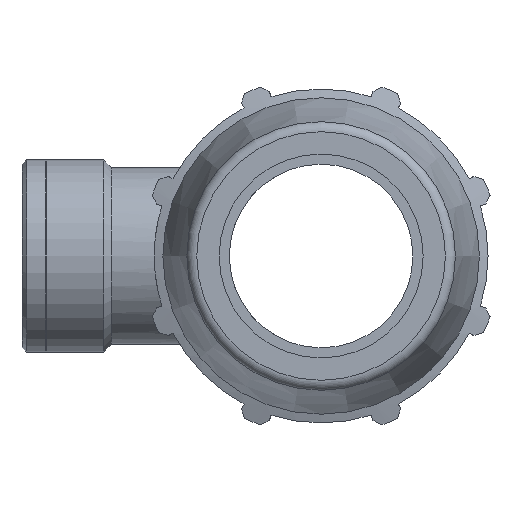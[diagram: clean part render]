
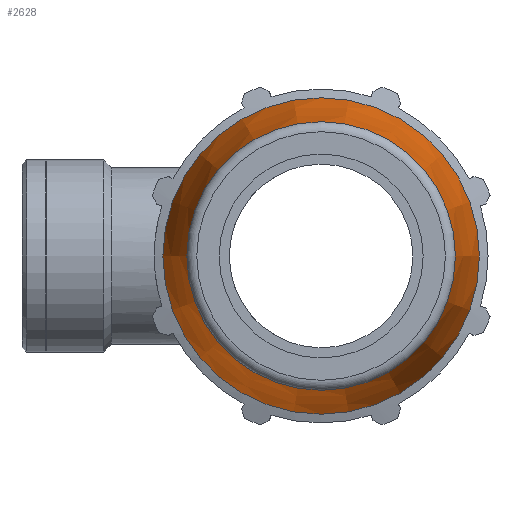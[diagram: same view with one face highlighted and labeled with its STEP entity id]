
A CAD part, left-side view. The second image highlights one B-rep face of the part: STEP entity #2628.
In plain terms, the highlighted conical face has half-angle 12 degrees and reference radius 53.469 mm.
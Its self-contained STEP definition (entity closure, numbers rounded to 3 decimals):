
#558=CONICAL_SURFACE('',#2842,53.469,12.);
#590=FACE_BOUND('',#863,.T.);
#692=FACE_OUTER_BOUND('',#862,.T.);
#862=EDGE_LOOP('',(#2114));
#863=EDGE_LOOP('',(#2115));
#1032=CIRCLE('',#2797,58.188);
#1038=CIRCLE('',#2840,49.381);
#1227=VERTEX_POINT('',#4184);
#1233=VERTEX_POINT('',#4256);
#1528=EDGE_CURVE('',#1227,#1227,#1032,.T.);
#1557=EDGE_CURVE('',#1233,#1233,#1038,.T.);
#2114=ORIENTED_EDGE('',*,*,#1528,.F.);
#2115=ORIENTED_EDGE('',*,*,#1557,.T.);
#2628=ADVANCED_FACE('',(#692,#590),#558,.T.);
#2797=AXIS2_PLACEMENT_3D('',#4185,#3229,#3230);
#2840=AXIS2_PLACEMENT_3D('',#4257,#3338,#3339);
#2842=AXIS2_PLACEMENT_3D('',#4260,#3342,#3343);
#3229=DIRECTION('center_axis',(1.,0.,0.));
#3230=DIRECTION('ref_axis',(0.,0.,-1.));
#3338=DIRECTION('center_axis',(1.,0.,0.));
#3339=DIRECTION('ref_axis',(0.,-1.,0.));
#3342=DIRECTION('center_axis',(1.,0.,0.));
#3343=DIRECTION('ref_axis',(0.,1.,0.));
#4184=CARTESIAN_POINT('',(-140.6,58.188,0.));
#4185=CARTESIAN_POINT('Origin',(-140.6,0.,0.));
#4256=CARTESIAN_POINT('',(-182.03,49.381,0.));
#4257=CARTESIAN_POINT('Origin',(-182.03,0.,
0.));
#4260=CARTESIAN_POINT('Origin',(-162.8,0.,0.));
